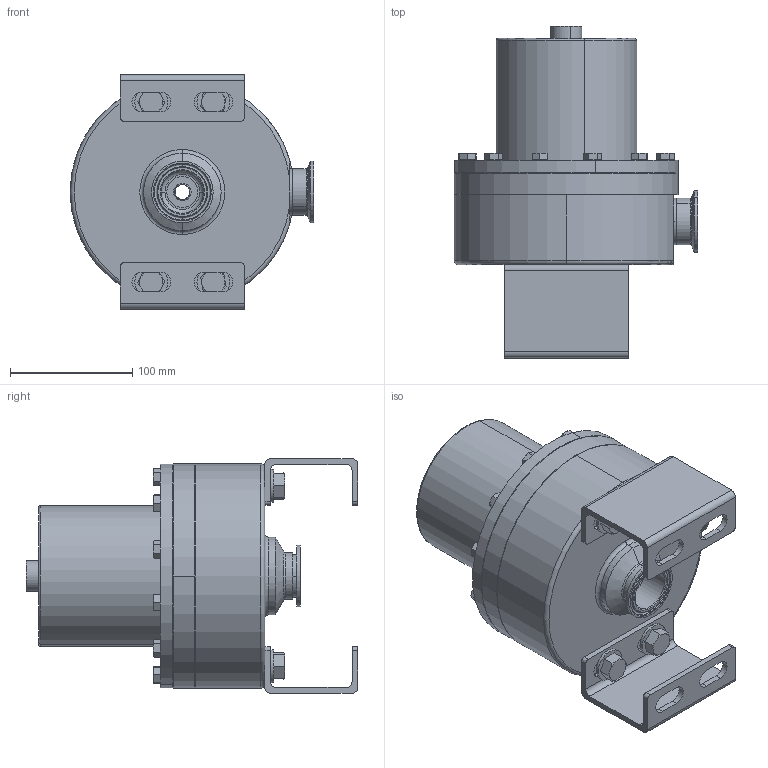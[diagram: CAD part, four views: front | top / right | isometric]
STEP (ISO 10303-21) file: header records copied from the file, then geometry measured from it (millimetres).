
FILE_DESCRIPTION (( 'STEP AP203' ), '1' );
FILE_NAME ('95A-150-6L.STEP', '2024-11-20T17:28:08', ( '' ), ( '' ), 'SwSTEP 2.0', 'SolidWorks 2022', '' );
FILE_SCHEMA (( 'CONFIG_CONTROL_DESIGN' ));
Length unit declared in the file: millimetre
Products named in the file (1): 95A-150-6L
Bounding box: 199.16 x 271.37 x 191.77 mm (x, y, z)
Surface area: 242098.5 mm2 (no closed solid volume)
Topology: 0 solids, 39 shells, 382 faces, 1087 edges, 732 vertices
Faces by surface type: plane 152, cone 114, cylinder 91, torus 25
Entity records: 13443 total; most frequent: CARTESIAN_POINT 3462, DIRECTION 2150, ORIENTED_EDGE 1810, EDGE_CURVE 1087, AXIS2_PLACEMENT_3D 878, VERTEX_POINT 732, CIRCLE 495, EDGE_LOOP 480
